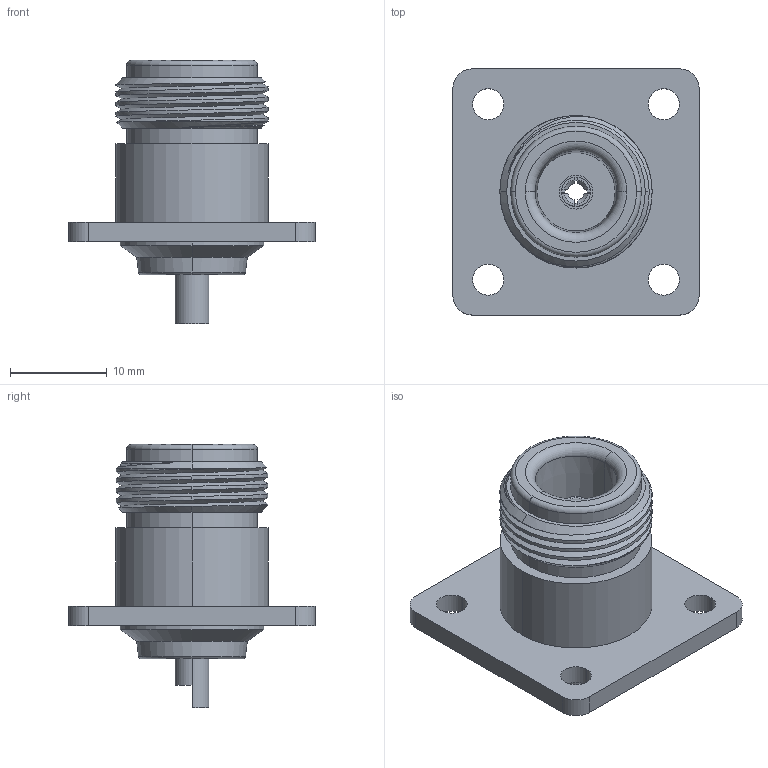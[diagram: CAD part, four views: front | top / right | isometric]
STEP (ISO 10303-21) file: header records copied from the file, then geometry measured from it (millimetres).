
FILE_DESCRIPTION (( 'STEP AP214' ), '1' );
FILE_NAME ('25-371-B3.STEP', '2025-02-27T20:11:10', ( '' ), ( '' ), 'SwSTEP 2.0', 'SolidWorks 2024', '' );
FILE_SCHEMA (( 'AUTOMOTIVE_DESIGN' ));
Length unit declared in the file: millimetre
Products named in the file (1): 25-371-B3
Bounding box: 25.4 x 25.4 x 27.15 mm (x, y, z)
Surface area: 2880.3 mm2 (no closed solid volume)
Topology: 0 solids, 9 shells, 82 faces, 219 edges, 149 vertices
Faces by surface type: cylinder 35, plane 25, cone 14, torus 6, bspline 2
Entity records: 3264 total; most frequent: CARTESIAN_POINT 1210, DIRECTION 447, ORIENTED_EDGE 389, EDGE_CURVE 219, AXIS2_PLACEMENT_3D 180, VERTEX_POINT 149, CIRCLE 99, EDGE_LOOP 98
